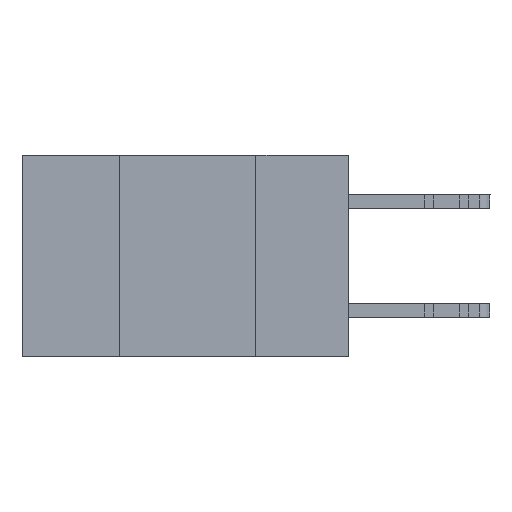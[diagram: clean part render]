
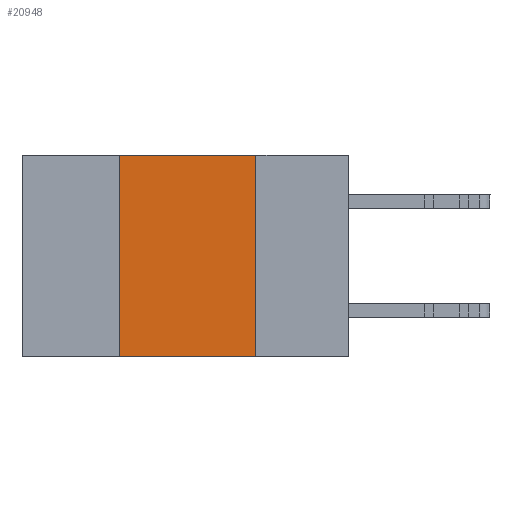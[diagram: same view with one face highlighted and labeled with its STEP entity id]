
A CAD part, left-side view. The second image highlights one B-rep face of the part: STEP entity #20948.
In plain terms, the highlighted planar face has unit normal (-1, 0, 0).
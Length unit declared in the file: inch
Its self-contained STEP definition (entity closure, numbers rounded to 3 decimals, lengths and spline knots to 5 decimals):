
#1 = FACE_OUTER_BOUND ( 'NONE', #1971, .T. ) ;
#1225 = CARTESIAN_POINT ( 'NONE',  ( 0., 0.42, 0. ) ) ;
#1971 = EDGE_LOOP ( 'NONE', ( #25171, #15885, #14069, #24366 ) ) ;
#2116 = CARTESIAN_POINT ( 'NONE',  ( 0., 0.6, 0. ) ) ;
#2530 = CARTESIAN_POINT ( 'NONE',  ( 0., 0.42, -0.37 ) ) ;
#4056 = DIRECTION ( 'NONE',  ( 0., -1., 0. ) ) ;
#5817 = DIRECTION ( 'NONE',  ( 0., 0., -1. ) ) ;
#6118 = LINE ( 'NONE', #13258, #6470 ) ;
#6317 = VECTOR ( 'NONE', #11393, 39.37008 ) ;
#6470 = VECTOR ( 'NONE', #4056, 39.37008 ) ;
#7295 = VERTEX_POINT ( 'NONE', #11883 ) ;
#7316 = VERTEX_POINT ( 'NONE', #22022 ) ;
#8738 = VECTOR ( 'NONE', #5817, 39.37008 ) ;
#9558 = DIRECTION ( 'NONE',  ( 1., 0., 0. ) ) ;
#11152 = LINE ( 'NONE', #27845, #17904 ) ;
#11393 = DIRECTION ( 'NONE',  ( 0., 0., 1. ) ) ;
#11883 = CARTESIAN_POINT ( 'NONE',  ( 0., 0.17, -0.37 ) ) ;
#13258 = CARTESIAN_POINT ( 'NONE',  ( 0., 0.6, 0. ) ) ;
#14069 = ORIENTED_EDGE ( 'NONE', *, *, #24289, .F. ) ;
#15630 = EDGE_CURVE ( 'NONE', #15980, #7295, #11152, .T. ) ;
#15885 = ORIENTED_EDGE ( 'NONE', *, *, #23324, .F. ) ;
#15980 = VERTEX_POINT ( 'NONE', #2530 ) ;
#17904 = VECTOR ( 'NONE', #21016, 39.37008 ) ;
#18091 = CARTESIAN_POINT ( 'NONE',  ( 0., 0.17, 0. ) ) ;
#20836 = EDGE_CURVE ( 'NONE', #7316, #7295, #22840, .T. ) ;
#20948 = ADVANCED_FACE ( 'NONE', ( #1 ), #21645, .F. ) ;
#21016 = DIRECTION ( 'NONE',  ( 0., -1., 0. ) ) ;
#21645 = PLANE ( 'NONE',  #31057 ) ;
#22022 = CARTESIAN_POINT ( 'NONE',  ( 0., 0.17, 0. ) ) ;
#22840 = LINE ( 'NONE', #18091, #8738 ) ;
#23324 = EDGE_CURVE ( 'NONE', #25503, #7316, #6118, .T. ) ;
#23352 = LINE ( 'NONE', #1225, #6317 ) ;
#23752 = DIRECTION ( 'NONE',  ( 0., 0., -1. ) ) ;
#24289 = EDGE_CURVE ( 'NONE', #15980, #25503, #23352, .T. ) ;
#24366 = ORIENTED_EDGE ( 'NONE', *, *, #15630, .T. ) ;
#24483 = CARTESIAN_POINT ( 'NONE',  ( 0., 0.42, 0. ) ) ;
#25171 = ORIENTED_EDGE ( 'NONE', *, *, #20836, .F. ) ;
#25503 = VERTEX_POINT ( 'NONE', #24483 ) ;
#27845 = CARTESIAN_POINT ( 'NONE',  ( 0., 0.6, -0.37 ) ) ;
#31057 = AXIS2_PLACEMENT_3D ( 'NONE', #2116, #9558, #23752 ) ;
